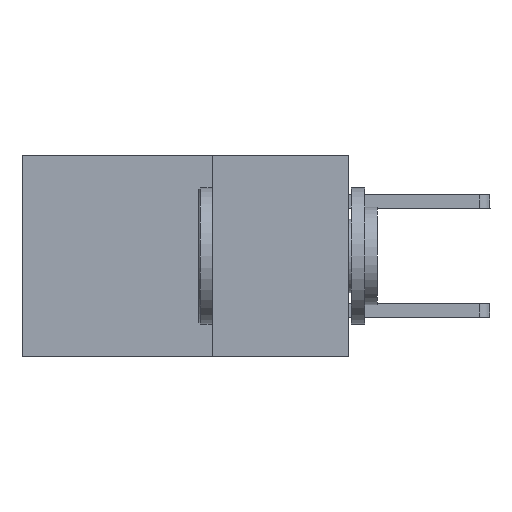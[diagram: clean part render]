
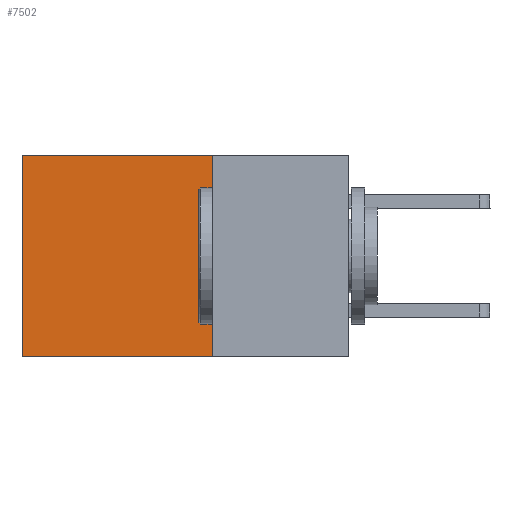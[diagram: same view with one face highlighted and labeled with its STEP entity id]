
A CAD part, left-side view. The second image highlights one B-rep face of the part: STEP entity #7502.
In plain terms, the highlighted planar face has unit normal (-1, 0, 0).
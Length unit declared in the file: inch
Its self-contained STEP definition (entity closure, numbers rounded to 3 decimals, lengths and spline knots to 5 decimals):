
#27 = CARTESIAN_POINT ( 'NONE',  ( 0.298, 0.6, 0. ) ) ;
#300 = AXIS2_PLACEMENT_3D ( 'NONE', #2531, #4680, #3990 ) ;
#509 = LINE ( 'NONE', #6021, #4320 ) ;
#693 = DIRECTION ( 'NONE',  ( 0., 1., 0. ) ) ;
#1513 = FACE_OUTER_BOUND ( 'NONE', #7878, .T. ) ;
#2531 = CARTESIAN_POINT ( 'NONE',  ( 0.298, 0.25, 0. ) ) ;
#2792 = VERTEX_POINT ( 'NONE', #6723 ) ;
#3746 = ORIENTED_EDGE ( 'NONE', *, *, #8045, .F. ) ;
#3837 = CARTESIAN_POINT ( 'NONE',  ( 0.298, 0.25, -0.37 ) ) ;
#3882 = VECTOR ( 'NONE', #693, 39.37008 ) ;
#3956 = EDGE_CURVE ( 'NONE', #8771, #5650, #4372, .T. ) ;
#3973 = CARTESIAN_POINT ( 'NONE',  ( 0.298, 0.25, -0.37 ) ) ;
#3990 = DIRECTION ( 'NONE',  ( 0., 0., -1. ) ) ;
#4320 = VECTOR ( 'NONE', #6655, 39.37008 ) ;
#4330 = ORIENTED_EDGE ( 'NONE', *, *, #6679, .T. ) ;
#4372 = LINE ( 'NONE', #3837, #3882 ) ;
#4502 = EDGE_CURVE ( 'NONE', #5478, #2792, #509, .T. ) ;
#4590 = DIRECTION ( 'NONE',  ( 0., 0., -1. ) ) ;
#4680 = DIRECTION ( 'NONE',  ( 1., 0., 0. ) ) ;
#4718 = LINE ( 'NONE', #8434, #9289 ) ;
#4748 = CARTESIAN_POINT ( 'NONE',  ( 0.298, 0.6, -0.37 ) ) ;
#5348 = CARTESIAN_POINT ( 'NONE',  ( 0.298, 0.25, 0. ) ) ;
#5478 = VERTEX_POINT ( 'NONE', #5348 ) ;
#5650 = VERTEX_POINT ( 'NONE', #4748 ) ;
#6021 = CARTESIAN_POINT ( 'NONE',  ( 0.298, 0.25, 0. ) ) ;
#6655 = DIRECTION ( 'NONE',  ( 0., 1., 0. ) ) ;
#6679 = EDGE_CURVE ( 'NONE', #2792, #5650, #8451, .T. ) ;
#6723 = CARTESIAN_POINT ( 'NONE',  ( 0.298, 0.6, 0. ) ) ;
#6801 = DIRECTION ( 'NONE',  ( 0., 0., -1. ) ) ;
#6878 = VECTOR ( 'NONE', #6801, 39.37008 ) ;
#6964 = ORIENTED_EDGE ( 'NONE', *, *, #4502, .T. ) ;
#7502 = ADVANCED_FACE ( 'NONE', ( #1513 ), #7754, .F. ) ;
#7754 = PLANE ( 'NONE',  #300 ) ;
#7878 = EDGE_LOOP ( 'NONE', ( #4330, #8681, #3746, #6964 ) ) ;
#8045 = EDGE_CURVE ( 'NONE', #5478, #8771, #4718, .T. ) ;
#8434 = CARTESIAN_POINT ( 'NONE',  ( 0.298, 0.25, 0. ) ) ;
#8451 = LINE ( 'NONE', #27, #6878 ) ;
#8681 = ORIENTED_EDGE ( 'NONE', *, *, #3956, .F. ) ;
#8771 = VERTEX_POINT ( 'NONE', #3973 ) ;
#9289 = VECTOR ( 'NONE', #4590, 39.37008 ) ;
